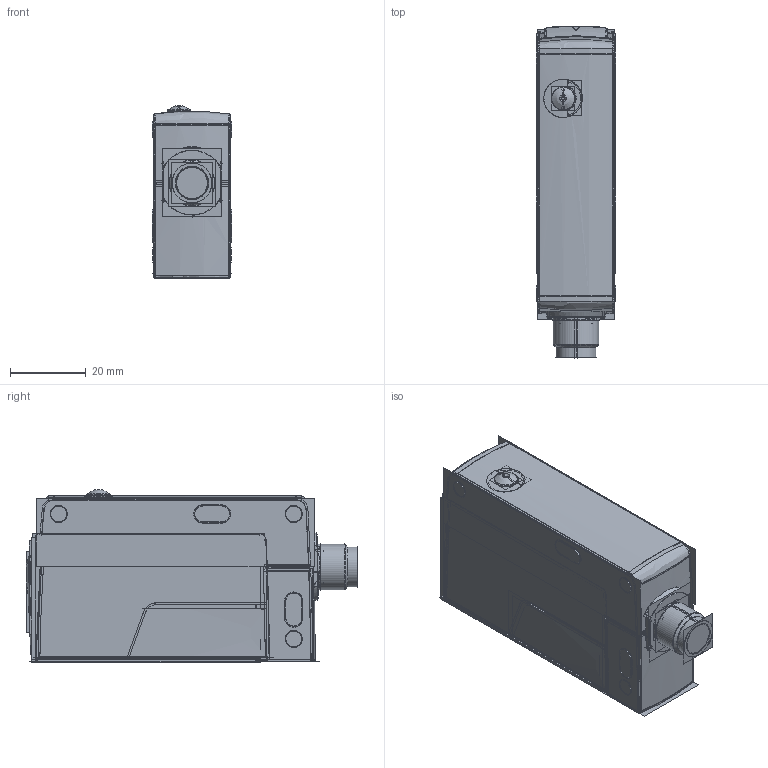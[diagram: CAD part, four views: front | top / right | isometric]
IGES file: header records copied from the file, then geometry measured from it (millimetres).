
Start section:  PTC IGES file: 215556.igs
Global section: file name: 215556.igs; native system: Creo Parametric by PTC Inc.; preprocessor: 2019292; author: PDMAdmin; organization: Unknown; date: 20200102.132423; units: millimetre
Bounding box: 20.9 x 87.59 x 45.5 mm (x, y, z)
Surface area: 220187.4 mm2
Topology: 1 solids, 5 shells, 774 faces, 5062 edges, 7195 vertices
Faces by surface type: revolution 466, bspline 308
